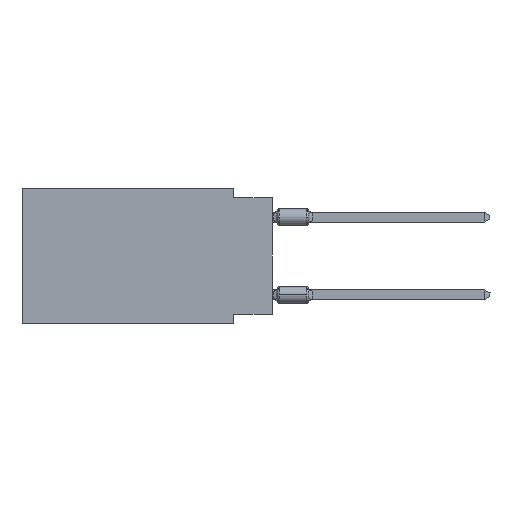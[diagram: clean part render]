
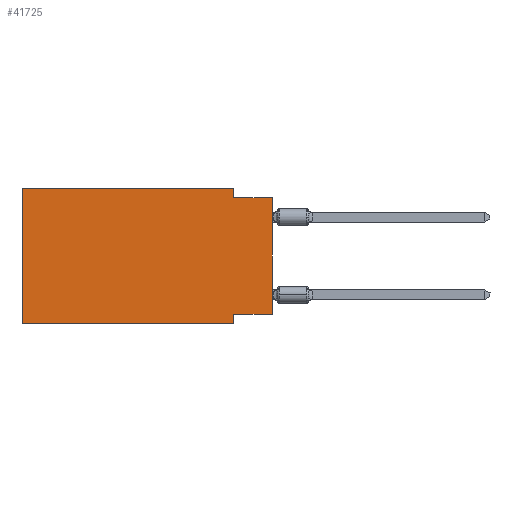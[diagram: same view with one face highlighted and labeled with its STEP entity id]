
A CAD part, left-side view. The second image highlights one B-rep face of the part: STEP entity #41725.
In plain terms, the highlighted planar face has unit normal (-1, 0, 0).
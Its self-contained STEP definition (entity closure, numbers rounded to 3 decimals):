
#1851 = EDGE_CURVE ( 'NONE', #66547, #13579, #61234, .T. ) ;
#2577 = ORIENTED_EDGE ( 'NONE', *, *, #27091, .F. ) ;
#2912 = CARTESIAN_POINT ( 'NONE',  ( 0., 0., -0.635 ) ) ;
#5365 = ORIENTED_EDGE ( 'NONE', *, *, #1851, .F. ) ;
#7948 = EDGE_CURVE ( 'NONE', #52282, #54516, #46640, .T. ) ;
#10949 = FACE_OUTER_BOUND ( 'NONE', #59510, .T. ) ;
#11721 = CARTESIAN_POINT ( 'NONE',  ( 0., 0., -8.255 ) ) ;
#12043 = CARTESIAN_POINT ( 'NONE',  ( 0., 16.383, 0. ) ) ;
#12139 = ORIENTED_EDGE ( 'NONE', *, *, #7948, .T. ) ;
#13405 = DIRECTION ( 'NONE',  ( 0., 1., 0. ) ) ;
#13579 = VERTEX_POINT ( 'NONE', #34635 ) ;
#13711 = CARTESIAN_POINT ( 'NONE',  ( 0., 16.383, -8.89 ) ) ;
#14044 = CARTESIAN_POINT ( 'NONE',  ( 0., 2.54, -8.255 ) ) ;
#14798 = LINE ( 'NONE', #19767, #47243 ) ;
#16097 = CARTESIAN_POINT ( 'NONE',  ( 0., 0., 0. ) ) ;
#17736 = DIRECTION ( 'NONE',  ( 0., 0., -1. ) ) ;
#18957 = LINE ( 'NONE', #2912, #46464 ) ;
#19767 = CARTESIAN_POINT ( 'NONE',  ( 0., 0., -8.255 ) ) ;
#20400 = LINE ( 'NONE', #57509, #65711 ) ;
#22634 = CARTESIAN_POINT ( 'NONE',  ( 0., 2.54, -8.89 ) ) ;
#22693 = ORIENTED_EDGE ( 'NONE', *, *, #45143, .F. ) ;
#22748 = CARTESIAN_POINT ( 'NONE',  ( 0., 16.383, 0. ) ) ;
#23056 = EDGE_CURVE ( 'NONE', #25206, #66547, #42546, .T. ) ;
#25206 = VERTEX_POINT ( 'NONE', #22748 ) ;
#26620 = ORIENTED_EDGE ( 'NONE', *, *, #23056, .F. ) ;
#27091 = EDGE_CURVE ( 'NONE', #52282, #25206, #44515, .T. ) ;
#27256 = VECTOR ( 'NONE', #45943, 1000. ) ;
#27757 = VERTEX_POINT ( 'NONE', #14044 ) ;
#29600 = VERTEX_POINT ( 'NONE', #51831 ) ;
#30396 = DIRECTION ( 'NONE',  ( 0., 0., -1. ) ) ;
#32187 = CARTESIAN_POINT ( 'NONE',  ( 0., 16.383, 0. ) ) ;
#32700 = PLANE ( 'NONE',  #64799 ) ;
#34635 = CARTESIAN_POINT ( 'NONE',  ( 0., 2.54, -0.635 ) ) ;
#34884 = CARTESIAN_POINT ( 'NONE',  ( 0., 16.383, -8.89 ) ) ;
#36767 = EDGE_CURVE ( 'NONE', #61268, #29600, #59587, .T. ) ;
#36894 = CARTESIAN_POINT ( 'NONE',  ( 0., 2.54, 0. ) ) ;
#39098 = CARTESIAN_POINT ( 'NONE',  ( 0., 16.383, 0. ) ) ;
#41725 = ADVANCED_FACE ( 'NONE', ( #10949 ), #32700, .F. ) ;
#41907 = VECTOR ( 'NONE', #59837, 1000. ) ;
#42546 = LINE ( 'NONE', #32187, #51741 ) ;
#44515 = LINE ( 'NONE', #12043, #41907 ) ;
#45143 = EDGE_CURVE ( 'NONE', #27757, #54516, #20400, .T. ) ;
#45943 = DIRECTION ( 'NONE',  ( 0., -1., 0. ) ) ;
#46459 = EDGE_CURVE ( 'NONE', #13579, #29600, #18957, .T. ) ;
#46464 = VECTOR ( 'NONE', #62112, 1000. ) ;
#46640 = LINE ( 'NONE', #34884, #27256 ) ;
#47054 = ORIENTED_EDGE ( 'NONE', *, *, #46459, .F. ) ;
#47243 = VECTOR ( 'NONE', #13405, 1000. ) ;
#49110 = DIRECTION ( 'NONE',  ( 0., 0., -1. ) ) ;
#51741 = VECTOR ( 'NONE', #65006, 1000. ) ;
#51831 = CARTESIAN_POINT ( 'NONE',  ( 0., 0., -0.635 ) ) ;
#52282 = VERTEX_POINT ( 'NONE', #13711 ) ;
#54462 = DIRECTION ( 'NONE',  ( 1., 0., 0. ) ) ;
#54516 = VERTEX_POINT ( 'NONE', #22634 ) ;
#55220 = ORIENTED_EDGE ( 'NONE', *, *, #36767, .T. ) ;
#56393 = VECTOR ( 'NONE', #64594, 1000. ) ;
#57509 = CARTESIAN_POINT ( 'NONE',  ( 0., 2.54, -8.89 ) ) ;
#59510 = EDGE_LOOP ( 'NONE', ( #55220, #47054, #5365, #26620, #2577, #12139, #22693, #70049 ) ) ;
#59587 = LINE ( 'NONE', #16097, #56393 ) ;
#59837 = DIRECTION ( 'NONE',  ( 0., 0., 1. ) ) ;
#61234 = LINE ( 'NONE', #61586, #62439 ) ;
#61268 = VERTEX_POINT ( 'NONE', #11721 ) ;
#61586 = CARTESIAN_POINT ( 'NONE',  ( 0., 2.54, 0. ) ) ;
#62098 = EDGE_CURVE ( 'NONE', #61268, #27757, #14798, .T. ) ;
#62112 = DIRECTION ( 'NONE',  ( 0., -1., 0. ) ) ;
#62439 = VECTOR ( 'NONE', #17736, 1000. ) ;
#64594 = DIRECTION ( 'NONE',  ( 0., 0., 1. ) ) ;
#64799 = AXIS2_PLACEMENT_3D ( 'NONE', #39098, #54462, #49110 ) ;
#65006 = DIRECTION ( 'NONE',  ( 0., -1., 0. ) ) ;
#65711 = VECTOR ( 'NONE', #30396, 1000. ) ;
#66547 = VERTEX_POINT ( 'NONE', #36894 ) ;
#70049 = ORIENTED_EDGE ( 'NONE', *, *, #62098, .F. ) ;
